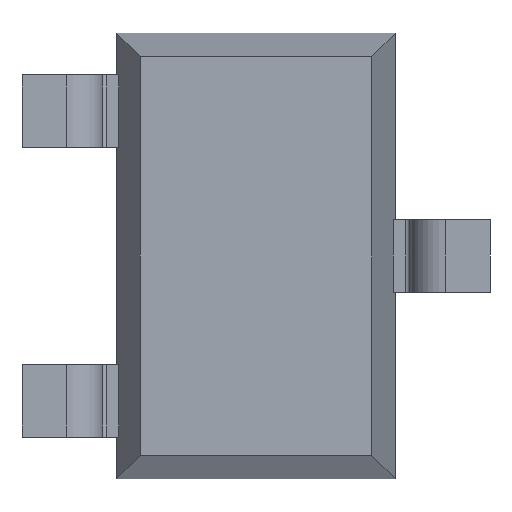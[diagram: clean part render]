
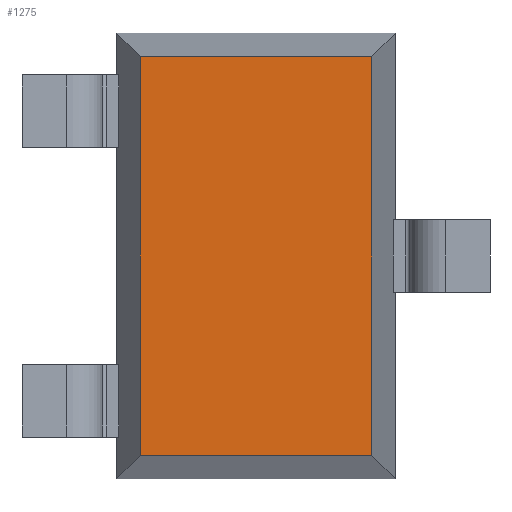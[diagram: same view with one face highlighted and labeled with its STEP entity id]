
A CAD part, front view. The second image highlights one B-rep face of the part: STEP entity #1275.
In plain terms, the highlighted planar face has unit normal (0, -1, 0).
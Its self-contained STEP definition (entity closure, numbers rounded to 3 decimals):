
#16 = VERTEX_POINT ( 'NONE', #120 ) ;
#31 = EDGE_CURVE ( 'NONE', #1690, #659, #410, .T. ) ;
#120 = CARTESIAN_POINT ( 'NONE',  ( 0.519, 0.1, 0.894 ) ) ;
#328 = DIRECTION ( 'NONE',  ( 0., 0., -1. ) ) ;
#373 = DIRECTION ( 'NONE',  ( 1., 0., 0. ) ) ;
#410 = LINE ( 'NONE', #672, #1369 ) ;
#414 = EDGE_CURVE ( 'NONE', #659, #16, #1079, .T. ) ;
#525 = LINE ( 'NONE', #1070, #1675 ) ;
#566 = VECTOR ( 'NONE', #1046, 1000. ) ;
#590 = CARTESIAN_POINT ( 'NONE',  ( 0.519, 0.1, -0.894 ) ) ;
#610 = VERTEX_POINT ( 'NONE', #590 ) ;
#611 = LINE ( 'NONE', #1037, #566 ) ;
#651 = CARTESIAN_POINT ( 'NONE',  ( 0., 0.1, 0. ) ) ;
#659 = VERTEX_POINT ( 'NONE', #1440 ) ;
#666 = AXIS2_PLACEMENT_3D ( 'NONE', #651, #1674, #1212 ) ;
#672 = CARTESIAN_POINT ( 'NONE',  ( -0.519, 0.1, 0. ) ) ;
#776 = ORIENTED_EDGE ( 'NONE', *, *, #1204, .F. ) ;
#866 = EDGE_LOOP ( 'NONE', ( #776, #1872, #1262, #1655 ) ) ;
#1037 = CARTESIAN_POINT ( 'NONE',  ( 0., 0.1, -0.894 ) ) ;
#1046 = DIRECTION ( 'NONE',  ( -1., 0., 0. ) ) ;
#1070 = CARTESIAN_POINT ( 'NONE',  ( 0.519, 0.1, 0. ) ) ;
#1079 = LINE ( 'NONE', #1346, #1129 ) ;
#1129 = VECTOR ( 'NONE', #373, 1000. ) ;
#1204 = EDGE_CURVE ( 'NONE', #16, #610, #525, .T. ) ;
#1212 = DIRECTION ( 'NONE',  ( 0., 0., 1. ) ) ;
#1238 = FACE_OUTER_BOUND ( 'NONE', #866, .T. ) ;
#1262 = ORIENTED_EDGE ( 'NONE', *, *, #31, .F. ) ;
#1275 = ADVANCED_FACE ( 'NONE', ( #1238 ), #1529, .F. ) ;
#1346 = CARTESIAN_POINT ( 'NONE',  ( 0., 0.1, 0.894 ) ) ;
#1369 = VECTOR ( 'NONE', #1403, 1000. ) ;
#1403 = DIRECTION ( 'NONE',  ( 0., 0., 1. ) ) ;
#1440 = CARTESIAN_POINT ( 'NONE',  ( -0.519, 0.1, 0.894 ) ) ;
#1529 = PLANE ( 'NONE',  #666 ) ;
#1655 = ORIENTED_EDGE ( 'NONE', *, *, #1702, .F. ) ;
#1674 = DIRECTION ( 'NONE',  ( 0., 1., 0. ) ) ;
#1675 = VECTOR ( 'NONE', #328, 1000. ) ;
#1690 = VERTEX_POINT ( 'NONE', #1788 ) ;
#1702 = EDGE_CURVE ( 'NONE', #610, #1690, #611, .T. ) ;
#1788 = CARTESIAN_POINT ( 'NONE',  ( -0.519, 0.1, -0.894 ) ) ;
#1872 = ORIENTED_EDGE ( 'NONE', *, *, #414, .F. ) ;
